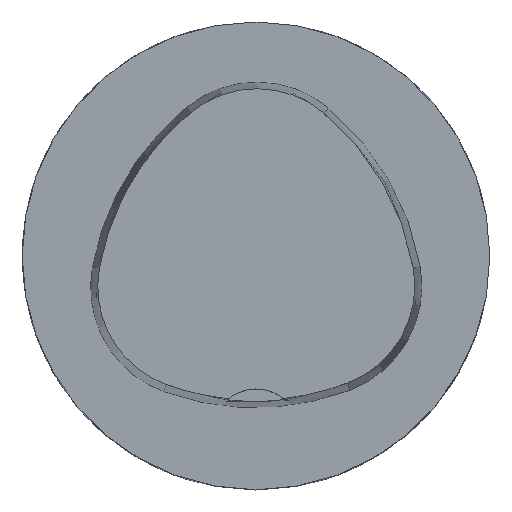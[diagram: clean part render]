
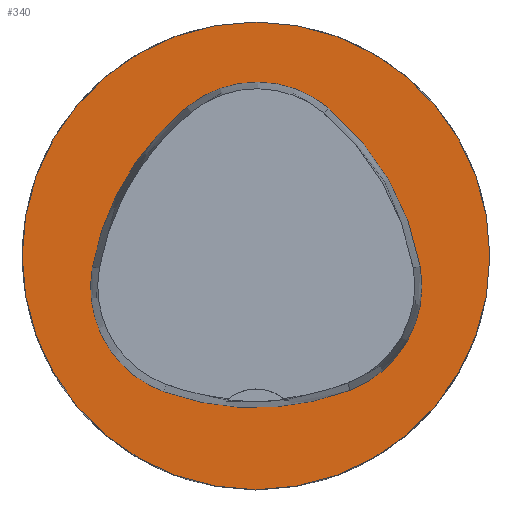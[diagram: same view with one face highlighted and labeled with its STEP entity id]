
A CAD part, top view. The second image highlights one B-rep face of the part: STEP entity #340.
In plain terms, the highlighted planar face has unit normal (0, 0, 1).
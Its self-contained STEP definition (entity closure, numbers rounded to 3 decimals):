
#145=PLANE('',#1800);
#340=ADVANCED_FACE('',(#604,#605),#145,.T.);
#604=FACE_BOUND('',#702,.T.);
#605=FACE_BOUND('',#703,.T.);
#702=EDGE_LOOP('',(#1049,#1050,#1051,#1052,#1053,#1054));
#703=EDGE_LOOP('',(#1055));
#1049=ORIENTED_EDGE('',*,*,#1455,.T.);
#1050=ORIENTED_EDGE('',*,*,#1435,.T.);
#1051=ORIENTED_EDGE('',*,*,#1439,.T.);
#1052=ORIENTED_EDGE('',*,*,#1442,.T.);
#1053=ORIENTED_EDGE('',*,*,#1445,.T.);
#1054=ORIENTED_EDGE('',*,*,#1453,.T.);
#1055=ORIENTED_EDGE('',*,*,#1295,.F.);
#1155=VERTEX_POINT('',#2351);
#1252=VERTEX_POINT('',#2991);
#1253=VERTEX_POINT('',#2992);
#1256=VERTEX_POINT('',#3000);
#1258=VERTEX_POINT('',#3006);
#1260=VERTEX_POINT('',#3012);
#1267=VERTEX_POINT('',#3033);
#1295=EDGE_CURVE('',#1155,#1155,#1494,.T.);
#1435=EDGE_CURVE('',#1252,#1253,#1551,.T.);
#1439=EDGE_CURVE('',#1253,#1256,#1553,.T.);
#1442=EDGE_CURVE('',#1256,#1258,#1555,.T.);
#1445=EDGE_CURVE('',#1258,#1260,#1557,.T.);
#1453=EDGE_CURVE('',#1260,#1267,#1561,.T.);
#1455=EDGE_CURVE('',#1267,#1252,#1563,.T.);
#1494=CIRCLE('',#1650,31.5);
#1551=CIRCLE('',#1778,36.);
#1553=CIRCLE('',#1781,15.);
#1555=CIRCLE('',#1784,36.);
#1557=CIRCLE('',#1787,15.);
#1561=CIRCLE('',#1792,36.);
#1563=CIRCLE('',#1795,15.);
#1650=AXIS2_PLACEMENT_3D('',#2350,#1865,#1866);
#1778=AXIS2_PLACEMENT_3D('',#2990,#2165,#2166);
#1781=AXIS2_PLACEMENT_3D('',#2999,#2173,#2174);
#1784=AXIS2_PLACEMENT_3D('',#3005,#2180,#2181);
#1787=AXIS2_PLACEMENT_3D('',#3011,#2187,#2188);
#1792=AXIS2_PLACEMENT_3D('',#3034,#2199,#2200);
#1795=AXIS2_PLACEMENT_3D('',#3037,#2205,#2206);
#1800=AXIS2_PLACEMENT_3D('',#3042,#2215,#2216);
#1865=DIRECTION('',(0.,0.,-1.));
#1866=DIRECTION('',(-1.,0.,0.));
#2165=DIRECTION('',(0.,0.,-1.));
#2166=DIRECTION('',(-1.,0.,0.));
#2173=DIRECTION('',(0.,0.,-1.));
#2174=DIRECTION('',(-1.,0.,0.));
#2180=DIRECTION('',(0.,0.,-1.));
#2181=DIRECTION('',(-1.,0.,0.));
#2187=DIRECTION('',(0.,0.,-1.));
#2188=DIRECTION('',(-1.,0.,0.));
#2199=DIRECTION('',(0.,0.,-1.));
#2200=DIRECTION('',(-1.,0.,0.));
#2205=DIRECTION('',(0.,0.,-1.));
#2206=DIRECTION('',(-1.,0.,0.));
#2215=DIRECTION('',(0.,0.,1.));
#2216=DIRECTION('',(1.,0.,0.));
#2350=CARTESIAN_POINT('',(0.,0.,0.));
#2351=CARTESIAN_POINT('',(-31.5,0.,0.));
#2990=CARTESIAN_POINT('',(13.398,-7.893,0.));
#2991=CARTESIAN_POINT('',(-22.041,-1.562,0.));
#2992=CARTESIAN_POINT('',(-9.317,20.036,0.));
#2999=CARTESIAN_POINT('',(0.148,8.399,0.));
#3000=CARTESIAN_POINT('',(9.779,19.898,0.));
#3005=CARTESIAN_POINT('',(-13.337,-7.7,0.));
#3006=CARTESIAN_POINT('',(22.122,-1.48,0.));
#3011=CARTESIAN_POINT('',(7.347,-4.071,0.));
#3012=CARTESIAN_POINT('',(12.693,-18.087,0.));
#3033=CARTESIAN_POINT('',(-12.373,-18.307,0.));
#3034=CARTESIAN_POINT('',(-0.137,15.55,0.));
#3037=CARTESIAN_POINT('',(-7.275,-4.2,0.));
#3042=CARTESIAN_POINT('',(0.,0.,0.));
